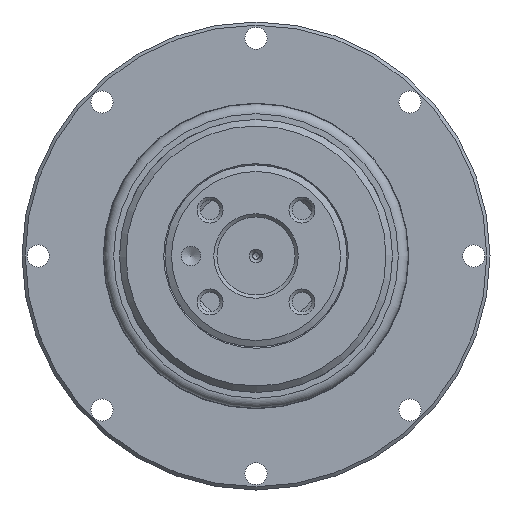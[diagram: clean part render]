
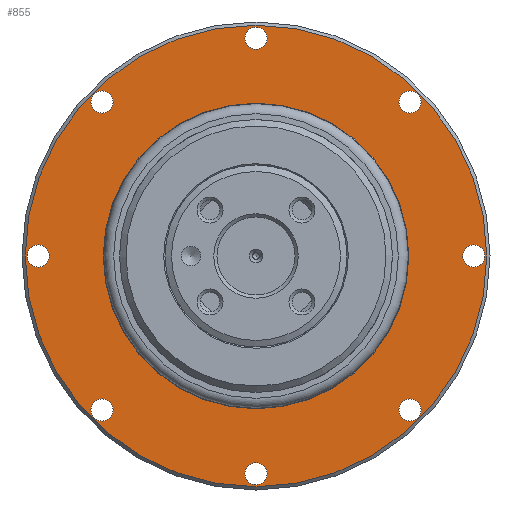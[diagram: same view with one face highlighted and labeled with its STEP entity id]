
A CAD part, left-side view. The second image highlights one B-rep face of the part: STEP entity #855.
In plain terms, the highlighted planar face has unit normal (-1, 0, 0).
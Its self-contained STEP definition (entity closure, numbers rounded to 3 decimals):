
#157=CARTESIAN_POINT('',(-16.0,35.5,0.0));
#158=VERTEX_POINT('',#157);
#159=CARTESIAN_POINT('',(-16.,0.,0.0));
#160=DIRECTION('',(-1.0,0.0,0.0));
#161=DIRECTION('',(0.0,-1.0,0.0));
#162=AXIS2_PLACEMENT_3D('',#159,#160,#161);
#163=CIRCLE('',#162,35.5);
#164=EDGE_CURVE('',#158,#158,#163,.T.);
#241=CARTESIAN_POINT('',(-16.,-23.688,-25.388));
#242=VERTEX_POINT('',#241);
#243=CARTESIAN_POINT('',(-16.,-23.688,-23.688));
#244=DIRECTION('',(-1.0,0.0,0.0));
#245=DIRECTION('',(0.0,-1.0,0.0));
#246=AXIS2_PLACEMENT_3D('',#243,#244,#245);
#247=CIRCLE('',#246,1.7);
#248=EDGE_CURVE('',#242,#242,#247,.T.);
#269=CARTESIAN_POINT('',(-16.,-33.5,-1.7));
#270=VERTEX_POINT('',#269);
#271=CARTESIAN_POINT('',(-16.,-33.5,0.));
#272=DIRECTION('',(-1.0,0.0,0.0));
#273=DIRECTION('',(0.0,-1.0,0.0));
#274=AXIS2_PLACEMENT_3D('',#271,#272,#273);
#275=CIRCLE('',#274,1.7);
#276=EDGE_CURVE('',#270,#270,#275,.T.);
#297=CARTESIAN_POINT('',(-16.,-23.688,21.988));
#298=VERTEX_POINT('',#297);
#299=CARTESIAN_POINT('',(-16.,-23.688,23.688));
#300=DIRECTION('',(-1.0,0.0,0.0));
#301=DIRECTION('',(0.0,-1.0,0.0));
#302=AXIS2_PLACEMENT_3D('',#299,#300,#301);
#303=CIRCLE('',#302,1.7);
#304=EDGE_CURVE('',#298,#298,#303,.T.);
#325=CARTESIAN_POINT('',(-16.,0.,31.8));
#326=VERTEX_POINT('',#325);
#327=CARTESIAN_POINT('',(-16.,0.,33.5));
#328=DIRECTION('',(-1.0,0.0,0.0));
#329=DIRECTION('',(0.0,-1.0,0.0));
#330=AXIS2_PLACEMENT_3D('',#327,#328,#329);
#331=CIRCLE('',#330,1.7);
#332=EDGE_CURVE('',#326,#326,#331,.T.);
#353=CARTESIAN_POINT('',(-16.0,23.688,21.988));
#354=VERTEX_POINT('',#353);
#355=CARTESIAN_POINT('',(-16.0,23.688,23.688));
#356=DIRECTION('',(-1.0,0.0,0.0));
#357=DIRECTION('',(0.0,-1.0,0.0));
#358=AXIS2_PLACEMENT_3D('',#355,#356,#357);
#359=CIRCLE('',#358,1.7);
#360=EDGE_CURVE('',#354,#354,#359,.T.);
#381=CARTESIAN_POINT('',(-16.0,33.5,-1.7));
#382=VERTEX_POINT('',#381);
#383=CARTESIAN_POINT('',(-16.0,33.5,0.));
#384=DIRECTION('',(-1.0,0.0,0.0));
#385=DIRECTION('',(0.0,-1.0,0.0));
#386=AXIS2_PLACEMENT_3D('',#383,#384,#385);
#387=CIRCLE('',#386,1.7);
#388=EDGE_CURVE('',#382,#382,#387,.T.);
#409=CARTESIAN_POINT('',(-16.0,23.688,-25.388));
#410=VERTEX_POINT('',#409);
#411=CARTESIAN_POINT('',(-16.0,23.688,-23.688));
#412=DIRECTION('',(-1.0,0.0,0.0));
#413=DIRECTION('',(0.0,-1.0,0.0));
#414=AXIS2_PLACEMENT_3D('',#411,#412,#413);
#415=CIRCLE('',#414,1.7);
#416=EDGE_CURVE('',#410,#410,#415,.T.);
#437=CARTESIAN_POINT('',(-16.,0.,-35.2));
#438=VERTEX_POINT('',#437);
#439=CARTESIAN_POINT('',(-16.,0.,-33.5));
#440=DIRECTION('',(-1.0,0.0,0.0));
#441=DIRECTION('',(0.0,-1.0,0.0));
#442=AXIS2_PLACEMENT_3D('',#439,#440,#441);
#443=CIRCLE('',#442,1.7);
#444=EDGE_CURVE('',#438,#438,#443,.T.);
#724=CARTESIAN_POINT('',(-16.0,23.5,0.0));
#725=VERTEX_POINT('',#724);
#726=CARTESIAN_POINT('',(-16.,0.,0.0));
#727=DIRECTION('',(1.0,0.0,0.0));
#728=DIRECTION('',(0.0,1.0,0.0));
#729=AXIS2_PLACEMENT_3D('',#726,#727,#728);
#730=CIRCLE('',#729,23.5);
#731=EDGE_CURVE('',#725,#725,#730,.T.);
#820=CARTESIAN_POINT('',(-16.0,23.5,0.0));
#821=DIRECTION('',(-1.0,0.0,0.0));
#822=DIRECTION('',(0.0,0.0,1.0));
#823=AXIS2_PLACEMENT_3D('',#820,#821,#822);
#824=PLANE('',#823);
#825=ORIENTED_EDGE('',*,*,#164,.T.);
#826=EDGE_LOOP('',(#825));
#827=FACE_OUTER_BOUND('',#826,.T.);
#828=ORIENTED_EDGE('',*,*,#248,.F.);
#829=EDGE_LOOP('',(#828));
#830=FACE_BOUND('',#829,.T.);
#831=ORIENTED_EDGE('',*,*,#276,.F.);
#832=EDGE_LOOP('',(#831));
#833=FACE_BOUND('',#832,.T.);
#834=ORIENTED_EDGE('',*,*,#304,.F.);
#835=EDGE_LOOP('',(#834));
#836=FACE_BOUND('',#835,.T.);
#837=ORIENTED_EDGE('',*,*,#332,.F.);
#838=EDGE_LOOP('',(#837));
#839=FACE_BOUND('',#838,.T.);
#840=ORIENTED_EDGE('',*,*,#360,.F.);
#841=EDGE_LOOP('',(#840));
#842=FACE_BOUND('',#841,.T.);
#843=ORIENTED_EDGE('',*,*,#388,.F.);
#844=EDGE_LOOP('',(#843));
#845=FACE_BOUND('',#844,.T.);
#846=ORIENTED_EDGE('',*,*,#416,.F.);
#847=EDGE_LOOP('',(#846));
#848=FACE_BOUND('',#847,.T.);
#849=ORIENTED_EDGE('',*,*,#444,.F.);
#850=EDGE_LOOP('',(#849));
#851=FACE_BOUND('',#850,.T.);
#852=ORIENTED_EDGE('',*,*,#731,.T.);
#853=EDGE_LOOP('',(#852));
#854=FACE_BOUND('',#853,.T.);
#855=ADVANCED_FACE('',(#827,#830,#833,#836,#839,#842,#845,#848,#851,#854),#824,.T.);
